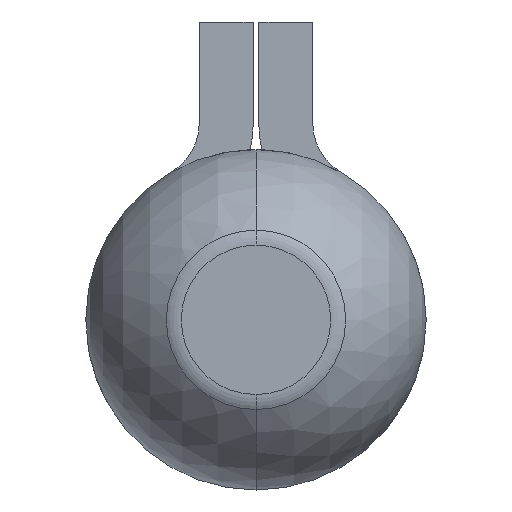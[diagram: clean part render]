
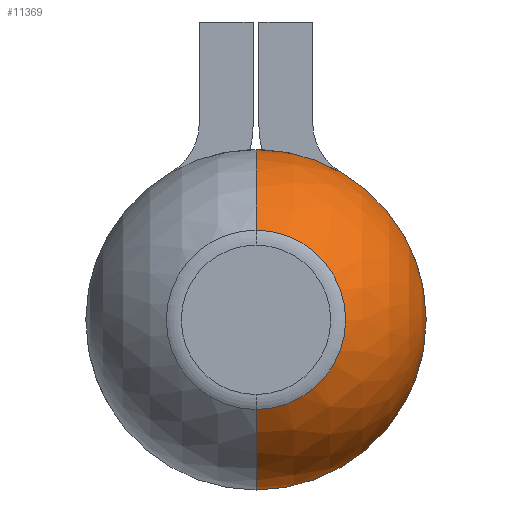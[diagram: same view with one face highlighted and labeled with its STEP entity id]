
A CAD part, front view. The second image highlights one B-rep face of the part: STEP entity #11369.
In plain terms, the highlighted spherical face has radius 6 mm.
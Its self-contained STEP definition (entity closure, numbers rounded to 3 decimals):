
#112 = DIRECTION ( 'NONE',  ( 0., 0., -1. ) ) ;
#355 = CIRCLE ( 'NONE', #14435, 3.161 ) ;
#809 = EDGE_CURVE ( 'NONE', #10654, #4609, #355, .T. ) ;
#1777 = DIRECTION ( 'NONE',  ( 0., 0., 1. ) ) ;
#2957 = CARTESIAN_POINT ( 'NONE',  ( 0., -24.35, 0. ) ) ;
#3109 = DIRECTION ( 'NONE',  ( 0., 1., 0. ) ) ;
#3719 = AXIS2_PLACEMENT_3D ( 'NONE', #9867, #8611, #7425 ) ;
#4609 = VERTEX_POINT ( 'NONE', #13255 ) ;
#4612 = ORIENTED_EDGE ( 'NONE', *, *, #4652, .T. ) ;
#4652 = EDGE_CURVE ( 'NONE', #13101, #9911, #13998, .T. ) ;
#5373 = CARTESIAN_POINT ( 'NONE',  ( 0., -19.25, 6. ) ) ;
#5949 = DIRECTION ( 'NONE',  ( 1., 0., 0. ) ) ;
#6045 = DIRECTION ( 'NONE',  ( 0., 0., -1. ) ) ;
#6551 = ORIENTED_EDGE ( 'NONE', *, *, #10820, .T. ) ;
#7018 = DIRECTION ( 'NONE',  ( 0., -1., 0. ) ) ;
#7093 = CARTESIAN_POINT ( 'NONE',  ( 0., -19.25, -6. ) ) ;
#7291 = AXIS2_PLACEMENT_3D ( 'NONE', #10222, #14667, #12429 ) ;
#7425 = DIRECTION ( 'NONE',  ( 0., 0., 1. ) ) ;
#7433 = CARTESIAN_POINT ( 'NONE',  ( 0., -24.35, 3.161 ) ) ;
#8315 = AXIS2_PLACEMENT_3D ( 'NONE', #11415, #7018, #112 ) ;
#8611 = DIRECTION ( 'NONE',  ( -1., 0., 0. ) ) ;
#9781 = ORIENTED_EDGE ( 'NONE', *, *, #13248, .F. ) ;
#9867 = CARTESIAN_POINT ( 'NONE',  ( 0., -19.25, 0. ) ) ;
#9911 = VERTEX_POINT ( 'NONE', #5373 ) ;
#10222 = CARTESIAN_POINT ( 'NONE',  ( 0., -19.25, 0. ) ) ;
#10530 = CARTESIAN_POINT ( 'NONE',  ( 0., -19.25, 0. ) ) ;
#10654 = VERTEX_POINT ( 'NONE', #7433 ) ;
#10708 = CIRCLE ( 'NONE', #7291, 6. ) ;
#10820 = EDGE_CURVE ( 'NONE', #9911, #10654, #10708, .T. ) ;
#11369 = ADVANCED_FACE ( 'NONE', ( #14100 ), #13385, .T. ) ;
#11415 = CARTESIAN_POINT ( 'NONE',  ( 0., -19.25, 0. ) ) ;
#11418 = EDGE_LOOP ( 'NONE', ( #4612, #6551, #13733, #9781 ) ) ;
#12429 = DIRECTION ( 'NONE',  ( 0., 0., -1. ) ) ;
#13101 = VERTEX_POINT ( 'NONE', #7093 ) ;
#13248 = EDGE_CURVE ( 'NONE', #13101, #4609, #14622, .T. ) ;
#13255 = CARTESIAN_POINT ( 'NONE',  ( 0., -24.35, -3.161 ) ) ;
#13385 = SPHERICAL_SURFACE ( 'NONE', #13401, 6. ) ;
#13401 = AXIS2_PLACEMENT_3D ( 'NONE', #10530, #5949, #6045 ) ;
#13733 = ORIENTED_EDGE ( 'NONE', *, *, #809, .T. ) ;
#13998 = CIRCLE ( 'NONE', #8315, 6. ) ;
#14100 = FACE_OUTER_BOUND ( 'NONE', #11418, .T. ) ;
#14435 = AXIS2_PLACEMENT_3D ( 'NONE', #2957, #3109, #1777 ) ;
#14622 = CIRCLE ( 'NONE', #3719, 6. ) ;
#14667 = DIRECTION ( 'NONE',  ( 1., 0., 0. ) ) ;
